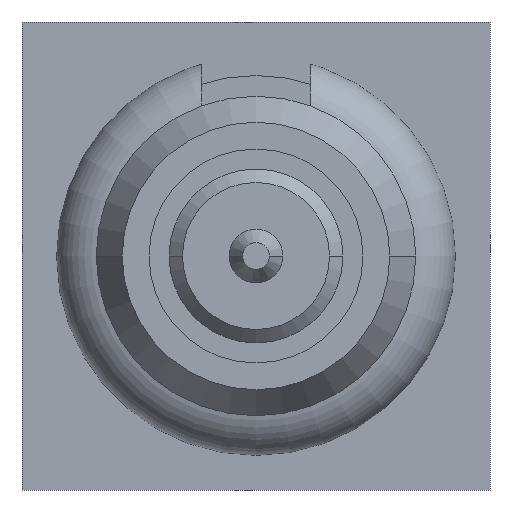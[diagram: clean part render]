
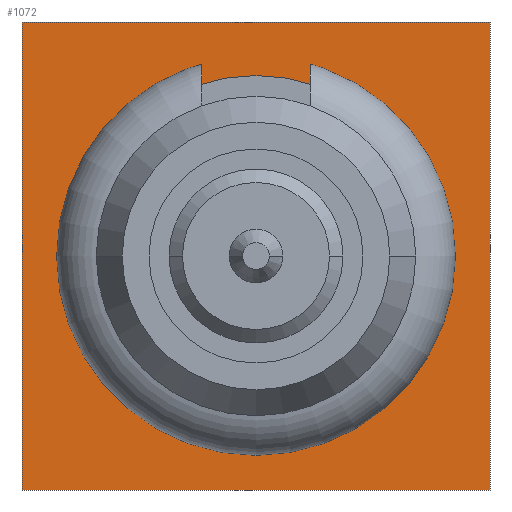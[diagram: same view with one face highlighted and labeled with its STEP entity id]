
A CAD part, left-side view. The second image highlights one B-rep face of the part: STEP entity #1072.
In plain terms, the highlighted planar face has unit normal (-1, 0, 0).
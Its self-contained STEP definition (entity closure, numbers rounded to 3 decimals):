
#107=DIRECTION('',(0.,-1.,0.));
#108=VECTOR('',#107,3.5);
#109=CARTESIAN_POINT('',(-1.8,1.75,1.75));
#110=LINE('',#109,#108);
#111=DIRECTION('',(0.,0.,-1.));
#112=VECTOR('',#111,3.5);
#113=CARTESIAN_POINT('',(-1.8,-1.75,1.75));
#114=LINE('',#113,#112);
#115=DIRECTION('',(0.,1.,0.));
#116=VECTOR('',#115,3.5);
#117=CARTESIAN_POINT('',(-1.8,-1.75,-1.75));
#118=LINE('',#117,#116);
#119=DIRECTION('',(0.,0.,1.));
#120=VECTOR('',#119,3.5);
#121=CARTESIAN_POINT('',(-1.8,1.75,-1.75));
#122=LINE('',#121,#120);
#127=CARTESIAN_POINT('',(-1.8,0.,0.));
#128=DIRECTION('',(1.,0.,0.));
#129=DIRECTION('',(0.,1.,0.));
#130=AXIS2_PLACEMENT_3D('',#127,#128,#129);
#136=CARTESIAN_POINT('',(-1.8,0.,0.));
#137=DIRECTION('',(-1.,0.,0.));
#138=DIRECTION('',(0.,1.,0.));
#139=AXIS2_PLACEMENT_3D('',#136,#137,#138);
#753=CARTESIAN_POINT('',(-1.8,1.35,0.));
#755=VERTEX_POINT('',#753);
#763=CARTESIAN_POINT('',(-1.8,-1.35,0.));
#765=VERTEX_POINT('',#763);
#805=CARTESIAN_POINT('',(-1.8,1.75,1.75));
#806=CARTESIAN_POINT('',(-1.8,-1.75,1.75));
#807=VERTEX_POINT('',#805);
#808=VERTEX_POINT('',#806);
#809=CARTESIAN_POINT('',(-1.8,-1.75,-1.75));
#810=VERTEX_POINT('',#809);
#811=CARTESIAN_POINT('',(-1.8,1.75,-1.75));
#812=VERTEX_POINT('',#811);
#1055=CARTESIAN_POINT('',(-1.8,0.,0.));
#1056=DIRECTION('',(-1.,0.,0.));
#1057=DIRECTION('',(0.,1.,0.));
#1058=AXIS2_PLACEMENT_3D('',#1055,#1056,#1057);
#1059=PLANE('',#1058);
#1060=ORIENTED_EDGE('',*,*,#1007,.T.);
#1061=ORIENTED_EDGE('',*,*,#1022,.T.);
#1062=ORIENTED_EDGE('',*,*,#1036,.T.);
#1063=ORIENTED_EDGE('',*,*,#1049,.T.);
#1064=EDGE_LOOP('',(#1060,#1061,#1062,#1063));
#1065=FACE_OUTER_BOUND('',#1064,.F.);
#1067=ORIENTED_EDGE('',*,*,#1066,.F.);
#1069=ORIENTED_EDGE('',*,*,#1068,.T.);
#1070=EDGE_LOOP('',(#1067,#1069));
#1071=FACE_BOUND('',#1070,.F.);
#1072=ADVANCED_FACE('',(#1065,#1071),#1059,.T.);
#131=CIRCLE('',#130,1.35);
#140=CIRCLE('',#139,1.35);
#1007=EDGE_CURVE('',#807,#808,#110,.T.);
#1022=EDGE_CURVE('',#808,#810,#114,.T.);
#1036=EDGE_CURVE('',#810,#812,#118,.T.);
#1049=EDGE_CURVE('',#812,#807,#122,.T.);
#1066=EDGE_CURVE('',#755,#765,#131,.T.);
#1068=EDGE_CURVE('',#755,#765,#140,.T.);
